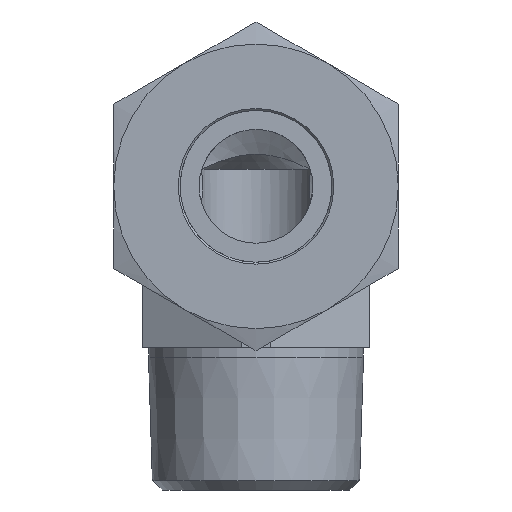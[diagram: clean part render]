
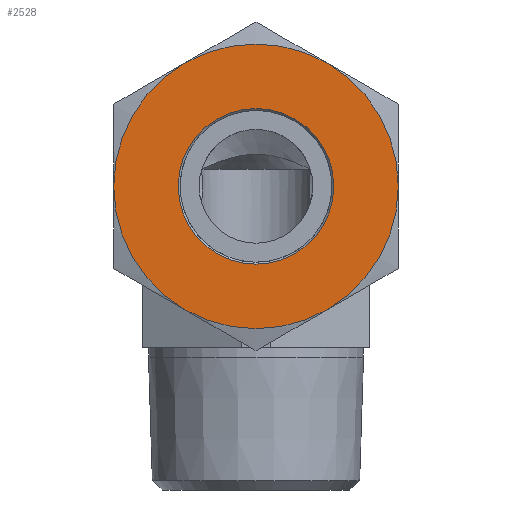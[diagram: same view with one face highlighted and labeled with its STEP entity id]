
A CAD part, front view. The second image highlights one B-rep face of the part: STEP entity #2528.
In plain terms, the highlighted face is planar.
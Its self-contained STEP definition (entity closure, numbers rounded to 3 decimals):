
#2432=CARTESIAN_POINT('',(8.2,0.,20.5));
#2433=VERTEX_POINT('',#2432);
#2434=CARTESIAN_POINT('',(0.0,0.0,20.5));
#2435=DIRECTION('',(0.0,0.0,1.0));
#2436=DIRECTION('',(-1.0,0.0,0.0));
#2437=AXIS2_PLACEMENT_3D('',#2434,#2435,#2436);
#2438=CIRCLE('',#2437,8.2);
#2439=EDGE_CURVE('',#2433,#2433,#2438,.T.);
#2464=CARTESIAN_POINT('',(0.,0.,20.5));
#2465=DIRECTION('',(0.0,0.0,1.0));
#2466=DIRECTION('',(1.0,0.0,0.0));
#2467=AXIS2_PLACEMENT_3D('',#2464,#2465,#2466);
#2468=PLANE('',#2467);
#2469=CARTESIAN_POINT('',(-7.5,-12.99,20.5));
#2470=VERTEX_POINT('',#2469);
#2471=CARTESIAN_POINT('',(7.5,-12.99,20.5));
#2472=VERTEX_POINT('',#2471);
#2473=CARTESIAN_POINT('',(0.0,0.0,20.5));
#2474=DIRECTION('',(0.0,0.0,1.0));
#2475=DIRECTION('',(-0.5,-0.866,0.0));
#2476=AXIS2_PLACEMENT_3D('',#2473,#2474,#2475);
#2477=CIRCLE('',#2476,15.);
#2478=EDGE_CURVE('',#2470,#2472,#2477,.T.);
#2479=ORIENTED_EDGE('',*,*,#2478,.T.);
#2480=CARTESIAN_POINT('',(15.0,0.,20.5));
#2481=VERTEX_POINT('',#2480);
#2482=CARTESIAN_POINT('',(0.0,0.0,20.5));
#2483=DIRECTION('',(0.0,0.0,1.0));
#2484=DIRECTION('',(-0.5,-0.866,0.0));
#2485=AXIS2_PLACEMENT_3D('',#2482,#2483,#2484);
#2486=CIRCLE('',#2485,15.);
#2487=EDGE_CURVE('',#2472,#2481,#2486,.T.);
#2488=ORIENTED_EDGE('',*,*,#2487,.T.);
#2489=CARTESIAN_POINT('',(7.5,12.99,20.5));
#2490=VERTEX_POINT('',#2489);
#2491=CARTESIAN_POINT('',(0.0,0.0,20.5));
#2492=DIRECTION('',(0.0,0.0,1.0));
#2493=DIRECTION('',(-0.5,-0.866,0.0));
#2494=AXIS2_PLACEMENT_3D('',#2491,#2492,#2493);
#2495=CIRCLE('',#2494,15.);
#2496=EDGE_CURVE('',#2481,#2490,#2495,.T.);
#2497=ORIENTED_EDGE('',*,*,#2496,.T.);
#2498=CARTESIAN_POINT('',(-7.5,12.99,20.5));
#2499=VERTEX_POINT('',#2498);
#2500=CARTESIAN_POINT('',(0.0,0.0,20.5));
#2501=DIRECTION('',(0.0,0.0,1.0));
#2502=DIRECTION('',(-0.5,-0.866,0.0));
#2503=AXIS2_PLACEMENT_3D('',#2500,#2501,#2502);
#2504=CIRCLE('',#2503,15.);
#2505=EDGE_CURVE('',#2490,#2499,#2504,.T.);
#2506=ORIENTED_EDGE('',*,*,#2505,.T.);
#2507=CARTESIAN_POINT('',(-15.0,0.0,20.5));
#2508=VERTEX_POINT('',#2507);
#2509=CARTESIAN_POINT('',(0.0,0.0,20.5));
#2510=DIRECTION('',(0.0,0.0,1.0));
#2511=DIRECTION('',(-0.5,-0.866,0.0));
#2512=AXIS2_PLACEMENT_3D('',#2509,#2510,#2511);
#2513=CIRCLE('',#2512,15.);
#2514=EDGE_CURVE('',#2499,#2508,#2513,.T.);
#2515=ORIENTED_EDGE('',*,*,#2514,.T.);
#2516=CARTESIAN_POINT('',(0.0,0.0,20.5));
#2517=DIRECTION('',(0.0,0.0,1.0));
#2518=DIRECTION('',(-0.5,-0.866,0.0));
#2519=AXIS2_PLACEMENT_3D('',#2516,#2517,#2518);
#2520=CIRCLE('',#2519,15.);
#2521=EDGE_CURVE('',#2508,#2470,#2520,.T.);
#2522=ORIENTED_EDGE('',*,*,#2521,.T.);
#2523=EDGE_LOOP('',(#2479,#2488,#2497,#2506,#2515,#2522));
#2524=FACE_OUTER_BOUND('',#2523,.T.);
#2525=ORIENTED_EDGE('',*,*,#2439,.F.);
#2526=EDGE_LOOP('',(#2525));
#2527=FACE_BOUND('',#2526,.T.);
#2528=ADVANCED_FACE('',(#2524,#2527),#2468,.T.);
